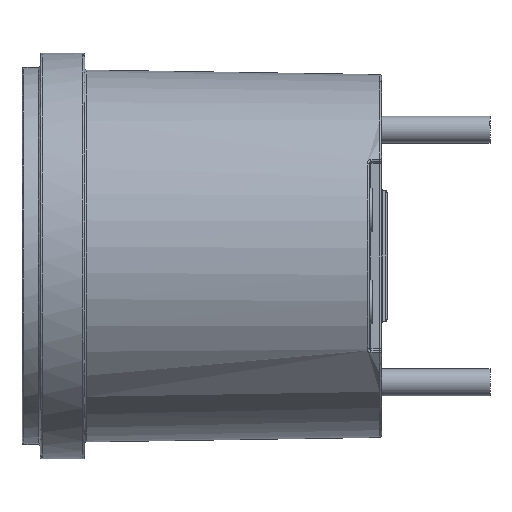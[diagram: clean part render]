
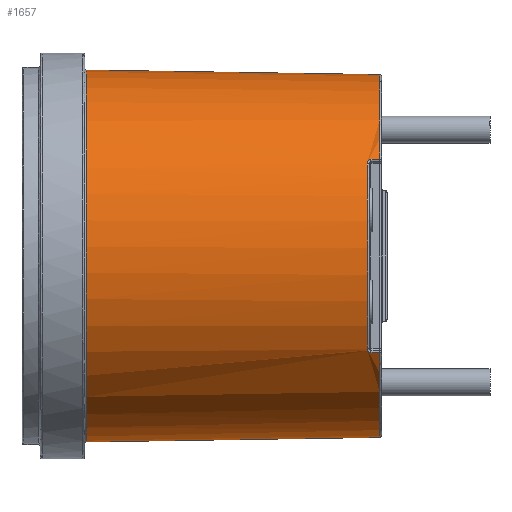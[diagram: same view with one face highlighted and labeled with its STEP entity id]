
A CAD part, front view. The second image highlights one B-rep face of the part: STEP entity #1657.
In plain terms, the highlighted free-form (B-spline) face has degree [2, 1] with [5, 2] control points.
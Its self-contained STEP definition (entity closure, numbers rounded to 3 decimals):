
#571 = VERTEX_POINT('',#572);
#572 = CARTESIAN_POINT('',(0.289,0.,
    29.773));
#578 = EDGE_CURVE('',#571,#579,#581,.T.);
#579 = VERTEX_POINT('',#580);
#580 = CARTESIAN_POINT('',(0.289,0.,
    -29.773));
#581 = ( BOUNDED_CURVE() B_SPLINE_CURVE(2,(#582,#583,#584,#585,#586),
.UNSPECIFIED.,.F.,.F.) B_SPLINE_CURVE_WITH_KNOTS((3,2,3),(0.,
1.571,3.142),.PIECEWISE_BEZIER_KNOTS.) CURVE() 
GEOMETRIC_REPRESENTATION_ITEM() RATIONAL_B_SPLINE_CURVE((1.,
0.707,1.,0.707,1.)) REPRESENTATION_ITEM('') );
#582 = CARTESIAN_POINT('',(0.289,0.,
    29.773));
#583 = CARTESIAN_POINT('',(0.289,-29.773,
    29.773));
#584 = CARTESIAN_POINT('',(0.289,-29.773,
    0.));
#585 = CARTESIAN_POINT('',(0.289,-29.773,
    -29.773));
#586 = CARTESIAN_POINT('',(0.289,0.,
    -29.773));
#883 = VERTEX_POINT('',#884);
#884 = CARTESIAN_POINT('',(47.237,0.,
    -29.048));
#890 = EDGE_CURVE('',#883,#579,#891,.T.);
#891 = B_SPLINE_CURVE_WITH_KNOTS('',1,(#892,#893),.UNSPECIFIED.,.F.,.F.,
  (2,2),(0.25,40.903),.PIECEWISE_BEZIER_KNOTS.);
#892 = CARTESIAN_POINT('',(47.237,0.,
    -29.048));
#893 = CARTESIAN_POINT('',(0.289,0.,
    -29.773));
#903 = EDGE_CURVE('',#904,#571,#906,.T.);
#904 = VERTEX_POINT('',#905);
#905 = CARTESIAN_POINT('',(47.237,0.,
    29.048));
#906 = B_SPLINE_CURVE_WITH_KNOTS('',1,(#907,#908),.UNSPECIFIED.,.F.,.F.,
  (2,2),(0.25,40.903),.PIECEWISE_BEZIER_KNOTS.);
#907 = CARTESIAN_POINT('',(47.237,0.,
    29.048));
#908 = CARTESIAN_POINT('',(0.289,0.,
    29.773));
#1014 = EDGE_CURVE('',#1015,#904,#1017,.T.);
#1015 = VERTEX_POINT('',#1016);
#1016 = CARTESIAN_POINT('',(47.237,-24.567,
    15.5));
#1017 = ( BOUNDED_CURVE() B_SPLINE_CURVE(2,(#1018,#1019,#1020),
.UNSPECIFIED.,.F.,.F.) B_SPLINE_CURVE_WITH_KNOTS((3,3),(2.134,
3.142),.PIECEWISE_BEZIER_KNOTS.) CURVE() 
GEOMETRIC_REPRESENTATION_ITEM() RATIONAL_B_SPLINE_CURVE((1.,
0.876,1.)) REPRESENTATION_ITEM('') );
#1018 = CARTESIAN_POINT('',(47.237,-24.567,
    15.5));
#1019 = CARTESIAN_POINT('',(47.237,-16.02,
    29.048));
#1020 = CARTESIAN_POINT('',(47.237,0.,
    29.048));
#1657 = ADVANCED_FACE('',(#1658),#1726,.T.);
#1658 = FACE_BOUND('',#1659,.T.);
#1659 = EDGE_LOOP('',(#1660,#1661,#1669,#1681,#1692,#1700,#1713,#1723,
    #1724,#1725));
#1660 = ORIENTED_EDGE('',*,*,#890,.F.);
#1661 = ORIENTED_EDGE('',*,*,#1662,.T.);
#1662 = EDGE_CURVE('',#883,#1663,#1665,.T.);
#1663 = VERTEX_POINT('',#1664);
#1664 = CARTESIAN_POINT('',(47.237,-24.567,
    -15.5));
#1665 = ( BOUNDED_CURVE() B_SPLINE_CURVE(2,(#1666,#1667,#1668),
.UNSPECIFIED.,.F.,.F.) B_SPLINE_CURVE_WITH_KNOTS((3,3),(0.,
1.008),.PIECEWISE_BEZIER_KNOTS.) CURVE() 
GEOMETRIC_REPRESENTATION_ITEM() RATIONAL_B_SPLINE_CURVE((1.,
0.876,1.)) REPRESENTATION_ITEM('') );
#1666 = CARTESIAN_POINT('',(47.237,0.,
    -29.048));
#1667 = CARTESIAN_POINT('',(47.237,-16.02,
    -29.048));
#1668 = CARTESIAN_POINT('',(47.237,-24.567,
    -15.5));
#1669 = ORIENTED_EDGE('',*,*,#1670,.T.);
#1670 = EDGE_CURVE('',#1663,#1671,#1673,.T.);
#1671 = VERTEX_POINT('',#1672);
#1672 = CARTESIAN_POINT('',(45.829,-24.593,
    -15.5));
#1673 = B_SPLINE_CURVE_WITH_KNOTS('',3,(#1674,#1675,#1676,#1677,#1678,
    #1679,#1680),.UNSPECIFIED.,.F.,.F.,(4,3,4),(0.,0.001,
    0.001),.UNSPECIFIED.);
#1674 = CARTESIAN_POINT('',(47.237,-24.567,
    -15.5));
#1675 = CARTESIAN_POINT('',(47.042,-24.571,
    -15.5));
#1676 = CARTESIAN_POINT('',(46.846,-24.575,
    -15.5));
#1677 = CARTESIAN_POINT('',(46.651,-24.578,
    -15.5));
#1678 = CARTESIAN_POINT('',(46.377,-24.583,
    -15.5));
#1679 = CARTESIAN_POINT('',(46.103,-24.588,
    -15.5));
#1680 = CARTESIAN_POINT('',(45.829,-24.593,
    -15.5));
#1681 = ORIENTED_EDGE('',*,*,#1682,.F.);
#1682 = EDGE_CURVE('',#1683,#1671,#1685,.T.);
#1683 = VERTEX_POINT('',#1684);
#1684 = CARTESIAN_POINT('',(45.242,-24.967,
    -14.907));
#1685 = B_SPLINE_CURVE_WITH_KNOTS('',3,(#1686,#1687,#1688,#1689,#1690,
    #1691),.UNSPECIFIED.,.F.,.F.,(4,2,4),(0.,0.,
    0.001),.UNSPECIFIED.);
#1686 = CARTESIAN_POINT('',(45.242,-24.967,
    -14.907));
#1687 = CARTESIAN_POINT('',(45.242,-24.88,
    -15.053));
#1688 = CARTESIAN_POINT('',(45.295,-24.792,
    -15.196));
#1689 = CARTESIAN_POINT('',(45.501,-24.649,
    -15.422));
#1690 = CARTESIAN_POINT('',(45.659,-24.596,
    -15.5));
#1691 = CARTESIAN_POINT('',(45.829,-24.593,
    -15.5));
#1692 = ORIENTED_EDGE('',*,*,#1693,.T.);
#1693 = EDGE_CURVE('',#1683,#1694,#1696,.T.);
#1694 = VERTEX_POINT('',#1695);
#1695 = CARTESIAN_POINT('',(45.242,-24.967,
    14.907));
#1696 = ( BOUNDED_CURVE() B_SPLINE_CURVE(2,(#1697,#1698,#1699),
.UNSPECIFIED.,.F.,.F.) B_SPLINE_CURVE_WITH_KNOTS((3,3),(4.174,
5.251),.PIECEWISE_BEZIER_KNOTS.) CURVE() 
GEOMETRIC_REPRESENTATION_ITEM() RATIONAL_B_SPLINE_CURVE((1.,
0.859,1.)) REPRESENTATION_ITEM('') );
#1697 = CARTESIAN_POINT('',(45.242,-24.967,
    -14.907));
#1698 = CARTESIAN_POINT('',(45.242,-33.868,
    0.));
#1699 = CARTESIAN_POINT('',(45.242,-24.967,
    14.907));
#1700 = ORIENTED_EDGE('',*,*,#1701,.F.);
#1701 = EDGE_CURVE('',#1702,#1694,#1704,.T.);
#1702 = VERTEX_POINT('',#1703);
#1703 = CARTESIAN_POINT('',(45.829,-24.593,
    15.5));
#1704 = B_SPLINE_CURVE_WITH_KNOTS('',3,(#1705,#1706,#1707,#1708,#1709,
    #1710,#1711,#1712),.UNSPECIFIED.,.F.,.F.,(4,2,2,4),(0.,
    0.,0.001,0.001),
  .UNSPECIFIED.);
#1705 = CARTESIAN_POINT('',(45.829,-24.593,
    15.5));
#1706 = CARTESIAN_POINT('',(45.658,-24.596,
    15.5));
#1707 = CARTESIAN_POINT('',(45.499,-24.649,
    15.42));
#1708 = CARTESIAN_POINT('',(45.346,-24.757,
    15.252));
#1709 = CARTESIAN_POINT('',(45.307,-24.797,
    15.187));
#1710 = CARTESIAN_POINT('',(45.255,-24.881,
    15.051));
#1711 = CARTESIAN_POINT('',(45.242,-24.924,
    14.98));
#1712 = CARTESIAN_POINT('',(45.242,-24.967,
    14.907));
#1713 = ORIENTED_EDGE('',*,*,#1714,.T.);
#1714 = EDGE_CURVE('',#1702,#1015,#1715,.T.);
#1715 = B_SPLINE_CURVE_WITH_KNOTS('',3,(#1716,#1717,#1718,#1719,#1720,
    #1721,#1722),.UNSPECIFIED.,.F.,.F.,(4,3,4),(0.,0.001,
    0.001),.UNSPECIFIED.);
#1716 = CARTESIAN_POINT('',(45.829,-24.593,
    15.5));
#1717 = CARTESIAN_POINT('',(46.025,-24.59,
    15.5));
#1718 = CARTESIAN_POINT('',(46.22,-24.586,
    15.5));
#1719 = CARTESIAN_POINT('',(46.416,-24.582,
    15.5));
#1720 = CARTESIAN_POINT('',(46.69,-24.577,
    15.5));
#1721 = CARTESIAN_POINT('',(46.964,-24.572,
    15.5));
#1722 = CARTESIAN_POINT('',(47.237,-24.567,
    15.5));
#1723 = ORIENTED_EDGE('',*,*,#1014,.T.);
#1724 = ORIENTED_EDGE('',*,*,#903,.T.);
#1725 = ORIENTED_EDGE('',*,*,#578,.T.);
#1726 = ( BOUNDED_SURFACE() B_SPLINE_SURFACE(2,1,(
    (#1727,#1728)
    ,(#1729,#1730)
    ,(#1731,#1732)
    ,(#1733,#1734)
    ,(#1735,#1736
)),.UNSPECIFIED.,.F.,.F.,.F.) B_SPLINE_SURFACE_WITH_KNOTS((3,2,3),(2,2),
  (3.142,4.712,6.283),(0.25,
    40.903),.PIECEWISE_BEZIER_KNOTS.) 
GEOMETRIC_REPRESENTATION_ITEM() RATIONAL_B_SPLINE_SURFACE((
    (1.,1.)
    ,(0.707,0.707)
    ,(1.,1.)
    ,(0.707,0.707)
,(1.,1.))) REPRESENTATION_ITEM('') SURFACE() );
#1727 = CARTESIAN_POINT('',(47.237,0.,
    -29.048));
#1728 = CARTESIAN_POINT('',(0.289,0.,
    -29.773));
#1729 = CARTESIAN_POINT('',(47.237,-29.048,
    -29.048));
#1730 = CARTESIAN_POINT('',(0.289,-29.773,
    -29.773));
#1731 = CARTESIAN_POINT('',(47.237,-29.048,
    0.));
#1732 = CARTESIAN_POINT('',(0.289,-29.773,
    0.));
#1733 = CARTESIAN_POINT('',(47.237,-29.048,
    29.048));
#1734 = CARTESIAN_POINT('',(0.289,-29.773,
    29.773));
#1735 = CARTESIAN_POINT('',(47.237,0.,
    29.048));
#1736 = CARTESIAN_POINT('',(0.289,0.,
    29.773));
